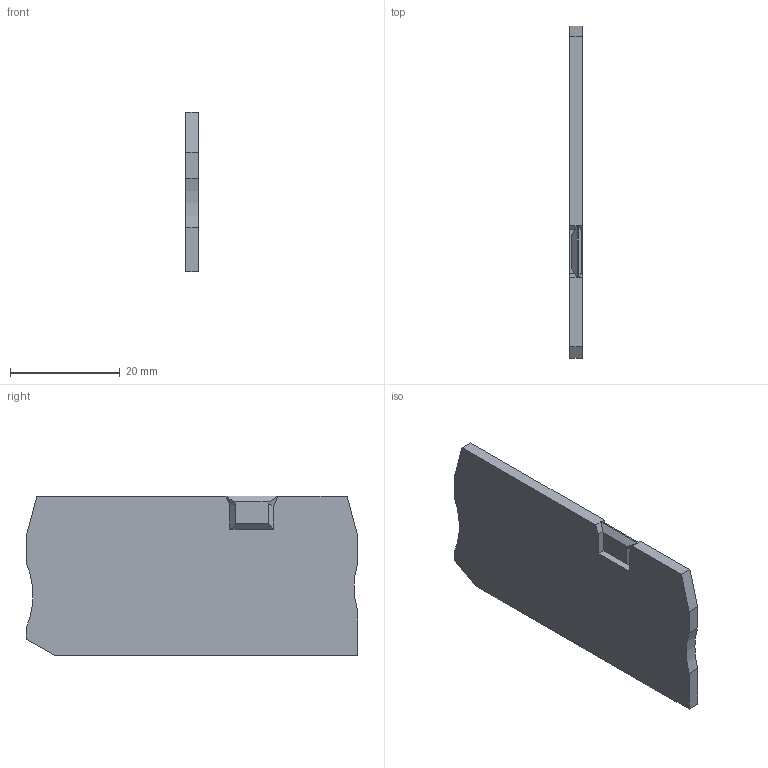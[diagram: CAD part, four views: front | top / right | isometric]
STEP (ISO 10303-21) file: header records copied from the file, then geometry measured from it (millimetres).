
FILE_DESCRIPTION(('Creo Elements/Direct Modeling STEP Export'),'2;1');
FILE_NAME('model.stp','2021-08-17T12:51:42',(''),(''),'Creo Elements/Direct Modeling STEP processor for AP214 (Solid Model)','Creo Elements/Direct Modeling 20.1D 10-Oct-2020 (C) Parametric Technology GmbH','');
FILE_SCHEMA(('AUTOMOTIVE_DESIGN { 1 0 10303 214 1 1 1 1 }'));
Length unit declared in the file: millimetre
Products named in the file (3): D_ST_2.5_TWIN-Body; D_ST_2.5_TWIN-Bridge_element1; D_ST_2.5_TWIN-SELECT
Assembly tree (2 placements, depth 2):
  D_ST_2.5_TWIN-SELECT
    D_ST_2.5_TWIN-Bridge_element1
    D_ST_2.5_TWIN-Body
Bounding box: 2.2 x 60.4 x 29.05 mm (x, y, z)
Volume: 3740.5 mm3; surface area: 3865.7 mm2
Topology: 2 solids, 2 shells, 40 faces, 96 edges, 60 vertices
Faces by surface type: plane 38, cylinder 2
Entity records: 1510 total; most frequent: CARTESIAN_POINT 196, ORIENTED_EDGE 192, DIRECTION 182, EDGE_CURVE 96, VECTOR 90, LINE 90, VERTEX_POINT 60, AXIS2_PLACEMENT_3D 46
